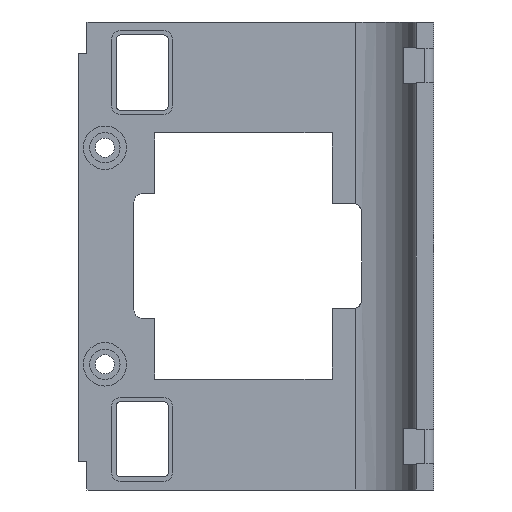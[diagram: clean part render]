
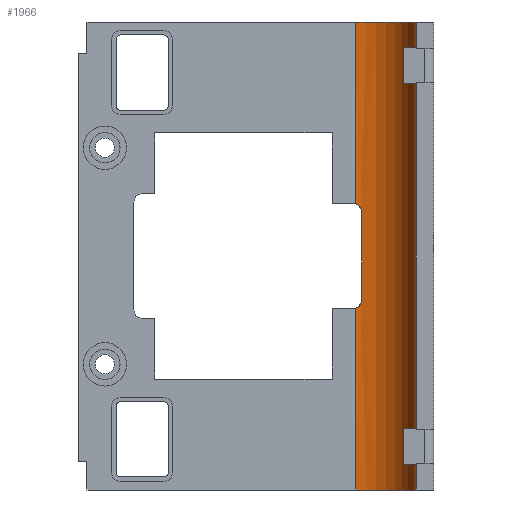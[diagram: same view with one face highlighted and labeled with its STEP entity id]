
A CAD part, front view. The second image highlights one B-rep face of the part: STEP entity #1966.
In plain terms, the highlighted cylindrical face has radius 7 mm (diameter 14 mm), a partial arc.
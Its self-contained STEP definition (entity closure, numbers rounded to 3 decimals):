
#16=B_SPLINE_CURVE_WITH_KNOTS('',3,(#3174,#3175,#3176,#3177,#3178,#3179,
#3180,#3181,#3182,#3183),.UNSPECIFIED.,.F.,.F.,(4,2,2,2,4),(0.,0.037,
0.075,0.106,0.141),.UNSPECIFIED.);
#18=B_SPLINE_CURVE_WITH_KNOTS('',3,(#3229,#3230,#3231,#3232,#3233,#3234,
#3235,#3236,#3237,#3238),.UNSPECIFIED.,.F.,.F.,(4,2,2,2,4),(0.,0.046,
0.121,0.162,0.193),.UNSPECIFIED.);
#218=FACE_OUTER_BOUND('',#348,.T.);
#348=EDGE_LOOP('',(#1801,#1802,#1803,#1804,#1805,#1806,#1807,#1808,#1809,
#1810,#1811,#1812));
#354=LINE('',#2705,#556);
#363=LINE('',#2728,#565);
#409=LINE('',#2828,#611);
#412=LINE('',#2833,#614);
#416=LINE('',#2840,#618);
#481=LINE('',#3071,#683);
#489=LINE('',#3087,#691);
#515=LINE('',#3189,#717);
#556=VECTOR('',#2156,4.2);
#565=VECTOR('',#2175,4.2);
#611=VECTOR('',#2269,2.9);
#614=VECTOR('',#2274,39.8);
#618=VECTOR('',#2280,2.9);
#683=VECTOR('',#2507,20.974);
#691=VECTOR('',#2515,20.975);
#717=VECTOR('',#2573,10.16);
#821=CIRCLE('',#2139,7.);
#822=CIRCLE('',#2140,7.);
#827=VERTEX_POINT('',#2702);
#828=VERTEX_POINT('',#2704);
#836=VERTEX_POINT('',#2725);
#837=VERTEX_POINT('',#2727);
#867=VERTEX_POINT('',#2827);
#870=VERTEX_POINT('',#2838);
#954=VERTEX_POINT('',#3068);
#955=VERTEX_POINT('',#3070);
#962=VERTEX_POINT('',#3084);
#963=VERTEX_POINT('',#3086);
#981=VERTEX_POINT('',#3173);
#983=VERTEX_POINT('',#3188);
#1012=EDGE_CURVE('',#828,#827,#354,.T.);
#1023=EDGE_CURVE('',#837,#836,#363,.T.);
#1073=EDGE_CURVE('',#867,#828,#409,.T.);
#1076=EDGE_CURVE('',#827,#837,#412,.T.);
#1080=EDGE_CURVE('',#836,#870,#416,.T.);
#1186=EDGE_CURVE('',#954,#955,#481,.T.);
#1194=EDGE_CURVE('',#962,#963,#489,.T.);
#1224=EDGE_CURVE('',#981,#963,#16,.T.);
#1227=EDGE_CURVE('',#983,#981,#515,.T.);
#1234=EDGE_CURVE('',#954,#983,#18,.T.);
#1279=EDGE_CURVE('',#962,#867,#821,.T.);
#1280=EDGE_CURVE('',#955,#870,#822,.T.);
#1801=ORIENTED_EDGE('',*,*,#1224,.T.);
#1802=ORIENTED_EDGE('',*,*,#1194,.F.);
#1803=ORIENTED_EDGE('',*,*,#1279,.T.);
#1804=ORIENTED_EDGE('',*,*,#1073,.T.);
#1805=ORIENTED_EDGE('',*,*,#1012,.T.);
#1806=ORIENTED_EDGE('',*,*,#1076,.T.);
#1807=ORIENTED_EDGE('',*,*,#1023,.T.);
#1808=ORIENTED_EDGE('',*,*,#1080,.T.);
#1809=ORIENTED_EDGE('',*,*,#1280,.F.);
#1810=ORIENTED_EDGE('',*,*,#1186,.F.);
#1811=ORIENTED_EDGE('',*,*,#1234,.T.);
#1812=ORIENTED_EDGE('',*,*,#1227,.T.);
#1862=CYLINDRICAL_SURFACE('',#2138,7.);
#1966=ADVANCED_FACE('',(#218),#1862,.F.);
#2138=AXIS2_PLACEMENT_3D('',#3325,#2681,#2682);
#2139=AXIS2_PLACEMENT_3D('',#3326,#2683,#2684);
#2140=AXIS2_PLACEMENT_3D('',#3327,#2685,#2686);
#2156=DIRECTION('',(0.,0.,1.));
#2175=DIRECTION('',(0.,0.,1.));
#2269=DIRECTION('',(0.,0.,1.));
#2274=DIRECTION('',(0.,0.,1.));
#2280=DIRECTION('',(0.,0.,1.));
#2507=DIRECTION('',(0.,0.,1.));
#2515=DIRECTION('',(0.,0.,1.));
#2573=DIRECTION('',(0.,0.,-1.));
#2681=DIRECTION('center_axis',(0.,0.,1.));
#2682=DIRECTION('ref_axis',(-1.,0.,0.));
#2683=DIRECTION('center_axis',(0.,0.,-1.));
#2684=DIRECTION('ref_axis',(-1.,0.,0.));
#2685=DIRECTION('center_axis',(0.,0.,-1.));
#2686=DIRECTION('ref_axis',(-1.,0.,0.));
#2702=CARTESIAN_POINT('',(21.,36.57,7.1));
#2704=CARTESIAN_POINT('',(21.,36.57,2.9));
#2705=CARTESIAN_POINT('',(21.,36.57,0.));
#2725=CARTESIAN_POINT('',(21.,36.57,51.1));
#2727=CARTESIAN_POINT('',(21.,36.57,46.9));
#2728=CARTESIAN_POINT('',(21.,36.57,0.));
#2827=CARTESIAN_POINT('',(21.,36.57,0.));
#2828=CARTESIAN_POINT('',(21.,36.57,0.));
#2833=CARTESIAN_POINT('',(21.,36.57,0.));
#2838=CARTESIAN_POINT('',(21.,36.57,54.));
#2840=CARTESIAN_POINT('',(21.,36.57,0.));
#3068=CARTESIAN_POINT('',(14.,43.57,33.026));
#3070=CARTESIAN_POINT('',(14.,43.57,54.));
#3071=CARTESIAN_POINT('',(14.,43.57,0.));
#3084=CARTESIAN_POINT('',(14.,43.57,0.));
#3086=CARTESIAN_POINT('',(14.,43.57,20.975));
#3087=CARTESIAN_POINT('',(14.,43.57,0.));
#3173=CARTESIAN_POINT('',(14.675,43.537,21.92));
#3174=CARTESIAN_POINT('Ctrl Pts',(14.675,43.537,21.92));
#3175=CARTESIAN_POINT('Ctrl Pts',(14.675,43.537,21.798));
#3176=CARTESIAN_POINT('Ctrl Pts',(14.651,43.54,21.669));
#3177=CARTESIAN_POINT('Ctrl Pts',(14.554,43.548,21.424));
#3178=CARTESIAN_POINT('Ctrl Pts',(14.481,43.554,21.32));
#3179=CARTESIAN_POINT('Ctrl Pts',(14.348,43.562,21.175));
#3180=CARTESIAN_POINT('Ctrl Pts',(14.285,43.564,21.125));
#3181=CARTESIAN_POINT('Ctrl Pts',(14.154,43.569,21.039));
#3182=CARTESIAN_POINT('Ctrl Pts',(14.079,43.57,21.002));
#3183=CARTESIAN_POINT('Ctrl Pts',(14.,43.57,20.975));
#3188=CARTESIAN_POINT('',(14.675,43.537,32.08));
#3189=CARTESIAN_POINT('',(14.675,43.537,0.));
#3229=CARTESIAN_POINT('Ctrl Pts',(14.,43.57,33.026));
#3230=CARTESIAN_POINT('Ctrl Pts',(14.145,43.57,32.976));
#3231=CARTESIAN_POINT('Ctrl Pts',(14.255,43.566,32.901));
#3232=CARTESIAN_POINT('Ctrl Pts',(14.451,43.557,32.732));
#3233=CARTESIAN_POINT('Ctrl Pts',(14.523,43.551,32.618));
#3234=CARTESIAN_POINT('Ctrl Pts',(14.593,43.545,32.481));
#3235=CARTESIAN_POINT('Ctrl Pts',(14.626,43.542,32.407));
#3236=CARTESIAN_POINT('Ctrl Pts',(14.666,43.538,32.234));
#3237=CARTESIAN_POINT('Ctrl Pts',(14.675,43.537,32.157));
#3238=CARTESIAN_POINT('Ctrl Pts',(14.675,43.537,32.08));
#3325=CARTESIAN_POINT('Origin',(14.,36.57,0.));
#3326=CARTESIAN_POINT('Origin',(14.,36.57,0.));
#3327=CARTESIAN_POINT('Origin',(14.,36.57,54.));
